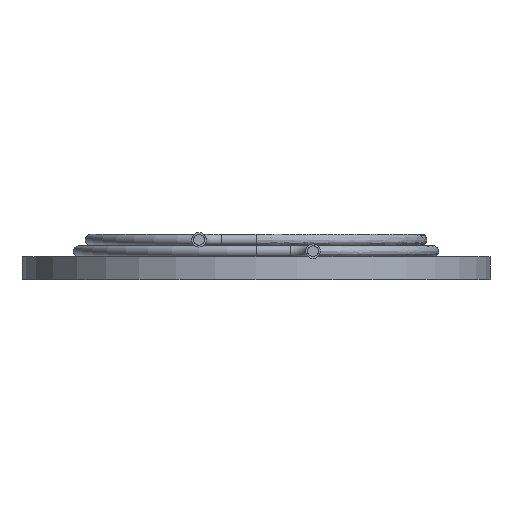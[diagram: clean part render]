
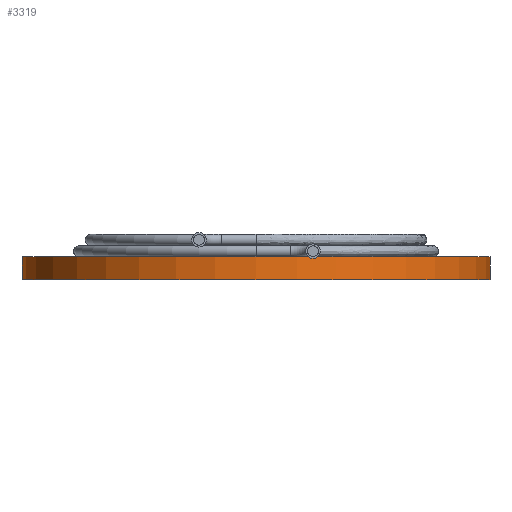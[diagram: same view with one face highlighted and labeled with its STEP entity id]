
A CAD part, front view. The second image highlights one B-rep face of the part: STEP entity #3319.
In plain terms, the highlighted cylindrical face has radius 10.25 mm (diameter 20.5 mm), a full revolution.
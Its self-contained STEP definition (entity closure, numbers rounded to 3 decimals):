
#479=CYLINDRICAL_SURFACE('',#3487,10.25);
#872=ORIENTED_EDGE('',*,*,#1319,.T.);
#873=ORIENTED_EDGE('',*,*,#1208,.F.);
#1208=EDGE_CURVE('',#1482,#1482,#1630,.T.);
#1319=EDGE_CURVE('',#1566,#1566,#1631,.T.);
#1482=VERTEX_POINT('',#5595);
#1566=VERTEX_POINT('',#7230);
#1630=CIRCLE('',#3455,10.25);
#1631=CIRCLE('',#3488,10.25);
#1790=EDGE_LOOP('',(#872));
#1791=EDGE_LOOP('',(#873));
#2015=FACE_BOUND('',#1790,.T.);
#2016=FACE_BOUND('',#1791,.T.);
#3319=ADVANCED_FACE('',(#2015,#2016),#479,.T.);
#3455=AXIS2_PLACEMENT_3D('',#5594,#3779,#3780);
#3487=AXIS2_PLACEMENT_3D('',#7228,#3877,#3878);
#3488=AXIS2_PLACEMENT_3D('',#7229,#3879,#3880);
#3779=DIRECTION('',(0.,0.,-1.));
#3780=DIRECTION('',(1.,0.,0.));
#3877=DIRECTION('',(0.,0.,-1.));
#3878=DIRECTION('',(1.,0.,0.));
#3879=DIRECTION('',(0.,0.,-1.));
#3880=DIRECTION('',(1.,0.,0.));
#5594=CARTESIAN_POINT('',(0.,0.,-1.));
#5595=CARTESIAN_POINT('',(10.25,0.,-1.));
#7228=CARTESIAN_POINT('',(0.,0.,-1.));
#7229=CARTESIAN_POINT('',(0.,0.,0.));
#7230=CARTESIAN_POINT('',(10.25,0.,0.));
